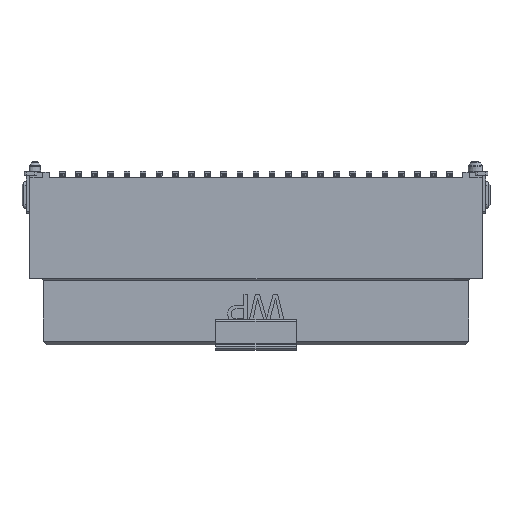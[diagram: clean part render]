
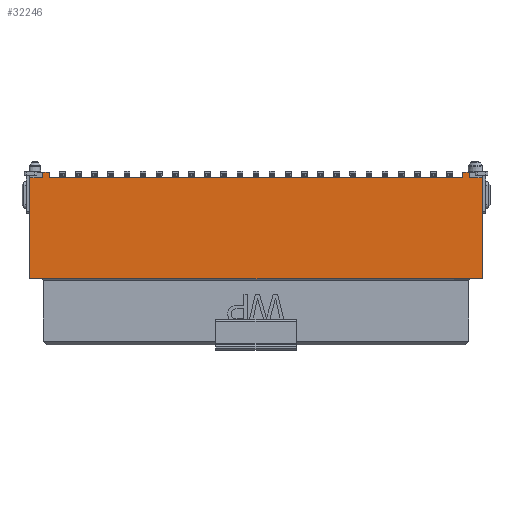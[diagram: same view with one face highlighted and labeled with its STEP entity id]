
A CAD part, front view. The second image highlights one B-rep face of the part: STEP entity #32246.
In plain terms, the highlighted planar face has unit normal (0, -1, 0).
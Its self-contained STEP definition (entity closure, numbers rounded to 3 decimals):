
#12809 = CARTESIAN_POINT ( 'NONE',  ( -16.25, -2.1, 13.6 ) ) ;
#14621 = CARTESIAN_POINT ( 'NONE',  ( 16.25, -2.1, 13.15 ) ) ;
#14625 = DIRECTION ( 'NONE',  ( 0., 0., 1. ) ) ;
#14627 = VECTOR ( 'NONE', #14625, 1000. ) ;
#14628 = CARTESIAN_POINT ( 'NONE',  ( 16.25, -2.1, 13. ) ) ;
#14630 = LINE ( 'NONE', #14628, #14627 ) ;
#15016 = CARTESIAN_POINT ( 'NONE',  ( 16.25, -2.1, 13.6 ) ) ;
#15017 = DIRECTION ( 'NONE',  ( 0., 0., 1. ) ) ;
#15019 = VECTOR ( 'NONE', #15017, 1000. ) ;
#15021 = CARTESIAN_POINT ( 'NONE',  ( -16.25, -2.1, 13. ) ) ;
#15023 = LINE ( 'NONE', #15021, #15019 ) ;
#15102 = CARTESIAN_POINT ( 'NONE',  ( -16.25, -2.1, 13.15 ) ) ;
#21888 = CARTESIAN_POINT ( 'NONE',  ( -16.8, -2.1, 13.15 ) ) ;
#21889 = LINE ( 'NONE', #21888, #21951 ) ;
#21890 = CARTESIAN_POINT ( 'NONE',  ( 17.8, -2.1, 13.15 ) ) ;
#21891 = DIRECTION ( 'NONE',  ( 0., 0., -1. ) ) ;
#21892 = VECTOR ( 'NONE', #21891, 1000. ) ;
#21893 = CARTESIAN_POINT ( 'NONE',  ( 17.8, -2.1, 13.6 ) ) ;
#21894 = LINE ( 'NONE', #21893, #21892 ) ;
#21940 = CARTESIAN_POINT ( 'NONE',  ( 16.8, -2.1, 13.6 ) ) ;
#21941 = DIRECTION ( 'NONE',  ( 1., 0., 0. ) ) ;
#21942 = VECTOR ( 'NONE', #21941, 1000. ) ;
#21943 = CARTESIAN_POINT ( 'NONE',  ( -18.415, -2.1, 13.6 ) ) ;
#21944 = LINE ( 'NONE', #21943, #21942 ) ;
#21945 = CARTESIAN_POINT ( 'NONE',  ( -17.8, -2.1, 13.15 ) ) ;
#21946 = DIRECTION ( 'NONE',  ( 1., 0., 0. ) ) ;
#21947 = VECTOR ( 'NONE', #21946, 1000. ) ;
#21948 = CARTESIAN_POINT ( 'NONE',  ( -17.8, -2.1, 13.15 ) ) ;
#21949 = LINE ( 'NONE', #21948, #21947 ) ;
#21950 = DIRECTION ( 'NONE',  ( 0., 0., 1. ) ) ;
#21951 = VECTOR ( 'NONE', #21950, 1000. ) ;
#21952 = DIRECTION ( 'NONE',  ( -1., 0., 0. ) ) ;
#21953 = DIRECTION ( 'NONE',  ( 0., 1., 0. ) ) ;
#21954 = CARTESIAN_POINT ( 'NONE',  ( -18.415, -2.1, 13.6 ) ) ;
#21955 = AXIS2_PLACEMENT_3D ( 'NONE', #21954, #21953, #21952 ) ;
#21956 = PLANE ( 'NONE',  #21955 ) ;
#21957 = FACE_OUTER_BOUND ( 'NONE', #32247, .T. ) ;
#21958 = CARTESIAN_POINT ( 'NONE',  ( -16.8, -2.1, 13.15 ) ) ;
#21959 = DIRECTION ( 'NONE',  ( 1., 0., 0. ) ) ;
#21960 = VECTOR ( 'NONE', #21959, 1000. ) ;
#21961 = CARTESIAN_POINT ( 'NONE',  ( -16.25, -2.1, 13.15 ) ) ;
#21962 = LINE ( 'NONE', #21961, #21960 ) ;
#21995 = CARTESIAN_POINT ( 'NONE',  ( 16.8, -2.1, 13.15 ) ) ;
#21996 = DIRECTION ( 'NONE',  ( 1., 0., 0. ) ) ;
#21997 = VECTOR ( 'NONE', #21996, 1000. ) ;
#21998 = CARTESIAN_POINT ( 'NONE',  ( 17.8, -2.1, 13.15 ) ) ;
#22002 = LINE ( 'NONE', #21998, #21997 ) ;
#22006 = DIRECTION ( 'NONE',  ( 0., 0., 1. ) ) ;
#22007 = VECTOR ( 'NONE', #22006, 1000. ) ;
#22008 = CARTESIAN_POINT ( 'NONE',  ( 16.8, -2.1, 13.15 ) ) ;
#22009 = LINE ( 'NONE', #22008, #22007 ) ;
#22038 = DIRECTION ( 'NONE',  ( 1., 0., 0. ) ) ;
#22039 = VECTOR ( 'NONE', #22038, 1000. ) ;
#22040 = CARTESIAN_POINT ( 'NONE',  ( -18.415, -2.1, 13.6 ) ) ;
#22041 = LINE ( 'NONE', #22040, #22039 ) ;
#22042 = CARTESIAN_POINT ( 'NONE',  ( -16.8, -2.1, 13.6 ) ) ;
#22066 = CARTESIAN_POINT ( 'NONE',  ( 17.8, -2.1, 5.2 ) ) ;
#22067 = DIRECTION ( 'NONE',  ( -1., 0., 0. ) ) ;
#22068 = VECTOR ( 'NONE', #22067, 1000. ) ;
#22069 = CARTESIAN_POINT ( 'NONE',  ( -18.415, -2.1, 5.2 ) ) ;
#22070 = LINE ( 'NONE', #22069, #22068 ) ;
#22071 = CARTESIAN_POINT ( 'NONE',  ( -17.8, -2.1, 5.2 ) ) ;
#22072 = DIRECTION ( 'NONE',  ( 0., 0., -1. ) ) ;
#22073 = VECTOR ( 'NONE', #22072, 1000. ) ;
#22074 = CARTESIAN_POINT ( 'NONE',  ( -17.8, -2.1, 13.6 ) ) ;
#22075 = LINE ( 'NONE', #22074, #22073 ) ;
#29766 = VERTEX_POINT ( 'NONE', #12809 ) ;
#30204 = EDGE_CURVE ( 'NONE', #30206, #30274, #14630, .T. ) ;
#30206 = VERTEX_POINT ( 'NONE', #14621 ) ;
#30273 = EDGE_CURVE ( 'NONE', #30284, #29766, #15023, .T. ) ;
#30274 = VERTEX_POINT ( 'NONE', #15016 ) ;
#30284 = VERTEX_POINT ( 'NONE', #15102 ) ;
#32204 = EDGE_CURVE ( 'NONE', #32205, #32292, #21894, .T. ) ;
#32205 = VERTEX_POINT ( 'NONE', #21890 ) ;
#32206 = EDGE_CURVE ( 'NONE', #32245, #32270, #21889, .T. ) ;
#32207 = ORIENTED_EDGE ( 'NONE', *, *, #32208, .F. ) ;
#32208 = EDGE_CURVE ( 'NONE', #32209, #32245, #21949, .T. ) ;
#32209 = VERTEX_POINT ( 'NONE', #21945 ) ;
#32210 = ORIENTED_EDGE ( 'NONE', *, *, #32288, .T. ) ;
#32212 = EDGE_CURVE ( 'NONE', #30274, #32213, #21944, .T. ) ;
#32213 = VERTEX_POINT ( 'NONE', #21940 ) ;
#32240 = ORIENTED_EDGE ( 'NONE', *, *, #32241, .F. ) ;
#32241 = EDGE_CURVE ( 'NONE', #30284, #30206, #21962, .T. ) ;
#32242 = ORIENTED_EDGE ( 'NONE', *, *, #30273, .T. ) ;
#32243 = ORIENTED_EDGE ( 'NONE', *, *, #32272, .F. ) ;
#32244 = ORIENTED_EDGE ( 'NONE', *, *, #32206, .F. ) ;
#32245 = VERTEX_POINT ( 'NONE', #21958 ) ;
#32246 = ADVANCED_FACE ( 'NONE', ( #21957 ), #21956, .F. ) ;
#32247 = EDGE_LOOP ( 'NONE', ( #32248, #32240, #32242, #32243, #32244, #32207, #32210, #32290, #32293, #32256, #32259, #32252 ) ) ;
#32248 = ORIENTED_EDGE ( 'NONE', *, *, #30204, .F. ) ;
#32251 = EDGE_CURVE ( 'NONE', #32258, #32213, #22009, .T. ) ;
#32252 = ORIENTED_EDGE ( 'NONE', *, *, #32212, .F. ) ;
#32256 = ORIENTED_EDGE ( 'NONE', *, *, #32257, .F. ) ;
#32257 = EDGE_CURVE ( 'NONE', #32258, #32205, #22002, .T. ) ;
#32258 = VERTEX_POINT ( 'NONE', #21995 ) ;
#32259 = ORIENTED_EDGE ( 'NONE', *, *, #32251, .T. ) ;
#32270 = VERTEX_POINT ( 'NONE', #22042 ) ;
#32272 = EDGE_CURVE ( 'NONE', #32270, #29766, #22041, .T. ) ;
#32288 = EDGE_CURVE ( 'NONE', #32209, #32289, #22075, .T. ) ;
#32289 = VERTEX_POINT ( 'NONE', #22071 ) ;
#32290 = ORIENTED_EDGE ( 'NONE', *, *, #32291, .F. ) ;
#32291 = EDGE_CURVE ( 'NONE', #32292, #32289, #22070, .T. ) ;
#32292 = VERTEX_POINT ( 'NONE', #22066 ) ;
#32293 = ORIENTED_EDGE ( 'NONE', *, *, #32204, .F. ) ;
